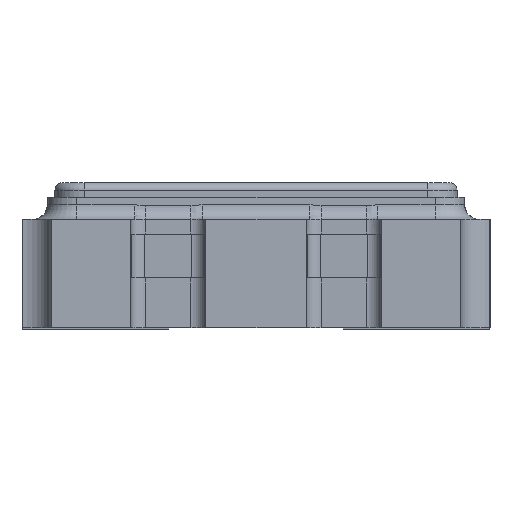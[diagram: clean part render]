
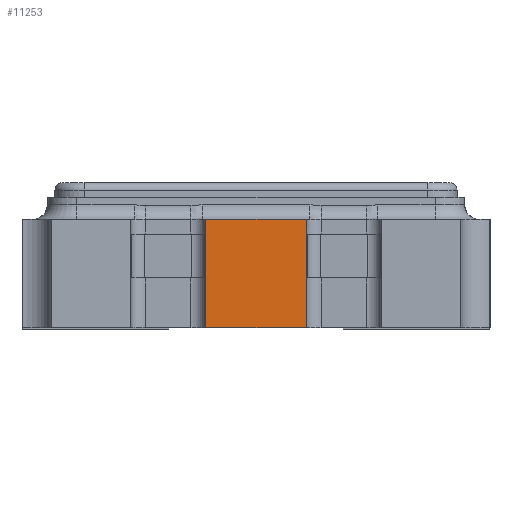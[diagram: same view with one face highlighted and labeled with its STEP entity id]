
A CAD part, left-side view. The second image highlights one B-rep face of the part: STEP entity #11253.
In plain terms, the highlighted planar face has unit normal (-1, 0, 0).
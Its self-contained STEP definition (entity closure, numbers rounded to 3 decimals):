
#314 = AXIS2_PLACEMENT_3D ( 'NONE', #17561, #13543, #14994 ) ;
#327 = CARTESIAN_POINT ( 'NONE',  ( -2.5, 0.345, 0.75 ) ) ;
#589 = LINE ( 'NONE', #677, #10971 ) ;
#606 = ORIENTED_EDGE ( 'NONE', *, *, #10099, .F. ) ;
#648 = VERTEX_POINT ( 'NONE', #12402 ) ;
#677 = CARTESIAN_POINT ( 'NONE',  ( -2.5, 0.345, 0.01 ) ) ;
#927 = CARTESIAN_POINT ( 'NONE',  ( -2.5, -0.345, 0.01 ) ) ;
#1172 = CARTESIAN_POINT ( 'NONE',  ( -2.5, 0.345, 0.75 ) ) ;
#1933 = DIRECTION ( 'NONE',  ( 0., -1., 0. ) ) ;
#2813 = EDGE_LOOP ( 'NONE', ( #15174, #606, #5446, #6775 ) ) ;
#2822 = VECTOR ( 'NONE', #6576, 1000. ) ;
#4269 = LINE ( 'NONE', #327, #16934 ) ;
#4420 = EDGE_CURVE ( 'NONE', #15845, #9555, #4269, .T. ) ;
#4626 = VERTEX_POINT ( 'NONE', #927 ) ;
#5338 = FACE_OUTER_BOUND ( 'NONE', #2813, .T. ) ;
#5446 = ORIENTED_EDGE ( 'NONE', *, *, #4420, .F. ) ;
#5870 = CARTESIAN_POINT ( 'NONE',  ( -2.5, -0.345, 0.75 ) ) ;
#6576 = DIRECTION ( 'NONE',  ( 0., 0., -1. ) ) ;
#6775 = ORIENTED_EDGE ( 'NONE', *, *, #15340, .T. ) ;
#8050 = PLANE ( 'NONE',  #314 ) ;
#8601 = DIRECTION ( 'NONE',  ( 0., -1., 0. ) ) ;
#9555 = VERTEX_POINT ( 'NONE', #17742 ) ;
#10099 = EDGE_CURVE ( 'NONE', #9555, #4626, #16908, .T. ) ;
#10971 = VECTOR ( 'NONE', #1933, 1000. ) ;
#11253 = ADVANCED_FACE ( 'NONE', ( #5338 ), #8050, .F. ) ;
#11585 = EDGE_CURVE ( 'NONE', #648, #4626, #589, .T. ) ;
#12402 = CARTESIAN_POINT ( 'NONE',  ( -2.5, 0.345, 0.01 ) ) ;
#13347 = CARTESIAN_POINT ( 'NONE',  ( -2.5, 0.345, 0.75 ) ) ;
#13543 = DIRECTION ( 'NONE',  ( 1., 0., 0. ) ) ;
#14473 = VECTOR ( 'NONE', #16992, 1000. ) ;
#14994 = DIRECTION ( 'NONE',  ( 0., 1., 0. ) ) ;
#15174 = ORIENTED_EDGE ( 'NONE', *, *, #11585, .T. ) ;
#15340 = EDGE_CURVE ( 'NONE', #15845, #648, #16352, .T. ) ;
#15845 = VERTEX_POINT ( 'NONE', #1172 ) ;
#16352 = LINE ( 'NONE', #13347, #2822 ) ;
#16908 = LINE ( 'NONE', #5870, #14473 ) ;
#16934 = VECTOR ( 'NONE', #8601, 1000. ) ;
#16992 = DIRECTION ( 'NONE',  ( 0., 0., -1. ) ) ;
#17561 = CARTESIAN_POINT ( 'NONE',  ( -2.5, 0.345, 0.75 ) ) ;
#17742 = CARTESIAN_POINT ( 'NONE',  ( -2.5, -0.345, 0.75 ) ) ;
